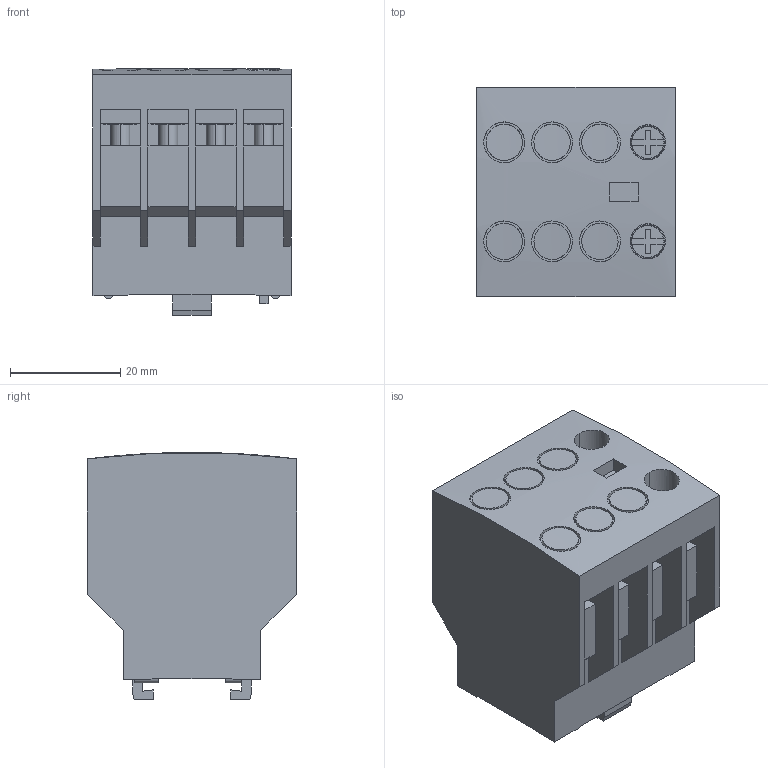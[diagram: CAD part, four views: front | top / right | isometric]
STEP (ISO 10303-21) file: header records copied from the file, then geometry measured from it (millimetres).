
FILE_DESCRIPTION( ( '' ), '1' );
FILE_NAME( 'dil_m32_xhi_2.stp', '2014-07-10T12:06:51', ( '' ), ( '' ), ' ', ' ', ' ' );
FILE_SCHEMA( ( 'CONFIG_CONTROL_DESIGN' ) );
Length unit declared in the file: millimetre
Products named in the file (1): 1
Bounding box: 36 x 38 x 44.9 mm (x, y, z)
Volume: 40585.4 mm3; surface area: 14264.9 mm2
Topology: 1 solids, 1 shells, 441 faces, 1206 edges, 808 vertices
Faces by surface type: plane 372, cylinder 53, cone 16
Entity records: 14684 total; most frequent: CARTESIAN_POINT 3456, ORIENTED_EDGE 2412, DIRECTION 2150, EDGE_CURVE 1206, LINE 1002, VECTOR 1002, VERTEX_POINT 808, AXIS2_PLACEMENT_3D 574
